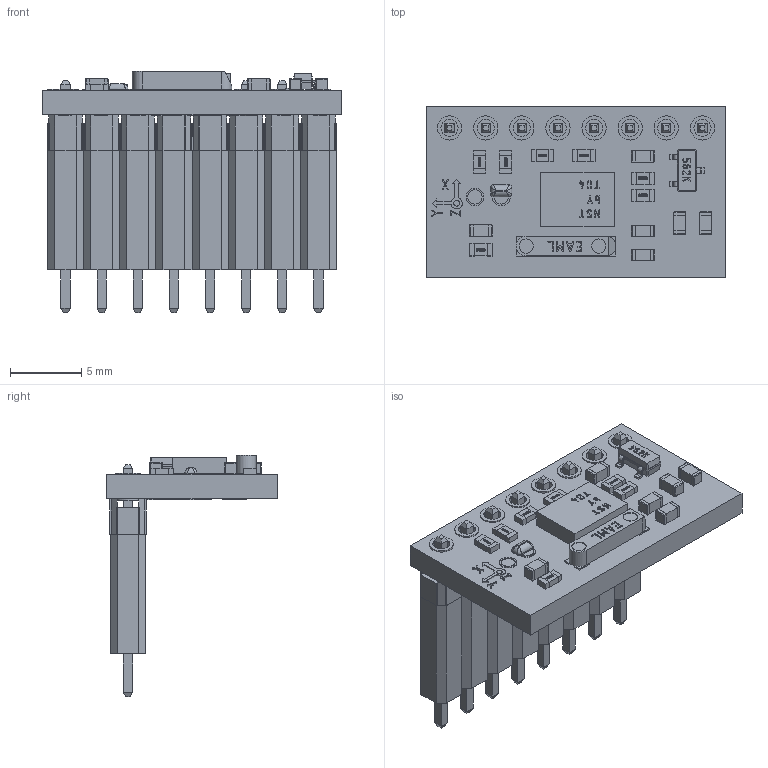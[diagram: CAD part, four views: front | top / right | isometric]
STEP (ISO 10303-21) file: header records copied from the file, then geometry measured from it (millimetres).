
FILE_DESCRIPTION(/* description */ ('STEP AP242'),/* implementation_level */ '2;1');
FILE_NAME(/* name */ 'GY-BNO055 v3.step',/* time_stamp */ '2024-10-20T14:13:49+09:00',/* author */ (''),/* organization */ (''),/* preprocessor_version */ 'ST-DEVELOPER v20',/* originating_system */ 'Autodesk Translation Framework v13.20.0.188',/* authorisation */ '');
FILE_SCHEMA (('AUTOMOTIVE_DESIGN { 1 0 10303 214 3 1 1 }'));
Products named in the file (36): GY-BNO055 v3; GY-BNO055_PLATE; BNO055_CHIP; EAML; SOLID; 0603 Resistor; 0603 Capacitor; Перемычка_SMD; ピンソケット＋ピンヘッダー高1
ピン; ピンヘッダー高1ピン; ピンソケット高1ピン; ピンソケット＋ピンヘッダー高1
ピン_1; ピンヘッダー高1ピン_
1; ピンソケット高1ピン_
1; ピンソケット＋ピンヘッダー高1
ピン_2; ピンヘッダー高1ピン_
2; ピンソケット高1ピン_
2; ピンソケット＋ピンヘッダー高1
ピン_3; ピンヘッダー高1ピン_
3; ピンソケット高1ピン_
3; ピンソケット＋ピンヘッダー高1
ピン_4; ピンヘッダー高1ピン_
4; ピンソケット高1ピン_
4; ピンソケット＋ピンヘッダー高1
ピン_5; ピンヘッダー高1ピン_
5; ピンソケット高1ピン_
5; ピンソケット＋ピンヘッダー高1
ピン_6; ピンヘッダー高1ピン_
6; ピンソケット高1ピン_
6; ピンソケット＋ピンヘッダー高1
ピン_7; ピンヘッダー高1ピン_
7; PIN; HOUSING; ピンソケット高1ピン_
7; Component1; Component2
Assembly tree (74 placements, depth 4):
  GY-BNO055 v3
    GY-BNO055_PLATE
    BNO055_CHIP
    EAML
    SOLID
    0603 Resistor  x7
    0603 Capacitor  x6
    Перемычка_SMD
    ピンソケット＋ピンヘッダー高1
ピン
      ピンヘッダー高1ピン
        PIN
        HOUSING
      ピンソケット高1ピン
        Component1
        Component2
    ピンソケット＋ピンヘッダー高1
ピン_1
      ピンヘッダー高1ピン_
1
        PIN
        HOUSING
      ピンソケット高1ピン_
1
        Component1
        Component2
    ピンソケット＋ピンヘッダー高1
ピン_2
      ピンヘッダー高1ピン_
2
        PIN
        HOUSING
      ピンソケット高1ピン_
2
        Component1
        Component2
    ピンソケット＋ピンヘッダー高1
ピン_3
      ピンヘッダー高1ピン_
3
        PIN
        HOUSING
      ピンソケット高1ピン_
3
        Component1
        Component2
    ピンソケット＋ピンヘッダー高1
ピン_4
      ピンヘッダー高1ピン_
4
        PIN
        HOUSING
      ピンソケット高1ピン_
4
        Component1
        Component2
    ピンソケット＋ピンヘッダー高1
ピン_5
      ピンヘッダー高1ピン_
5
        PIN
        HOUSING
      ピンソケット高1ピン_
5
        Component1
        Component2
    ピンソケット＋ピンヘッダー高1
ピン_6
      ピンヘッダー高1ピン_
6
        PIN
        HOUSING
      ピンソケット高1ピン_
6
        Component1
        Component2
    ピンソケット＋ピンヘッダー高1
ピン_7
      ピンヘッダー高1ピン_
7
        PIN
Bounding box: 21 x 12 x 16.95 mm (x, y, z)
Volume: 963.1 mm3; surface area: 2415.1 mm2
Topology: 137 solids, 144 shells, 2764 faces, 7041 edges, 4637 vertices
Faces by surface type: plane 1694, bspline 884, cylinder 186
Full cylindrical faces by diameter (mm): 0.4 x1, 1 x4, 1.2 x24, 1.25 x2, 1.7 x16
Entity records: 66814 total; most frequent: CARTESIAN_POINT 21400, ORIENTED_EDGE 10279, DIRECTION 5938, EDGE_CURVE 5145, VERTEX_POINT 3407, LINE 3196, VECTOR 3196, EDGE_LOOP 2101
